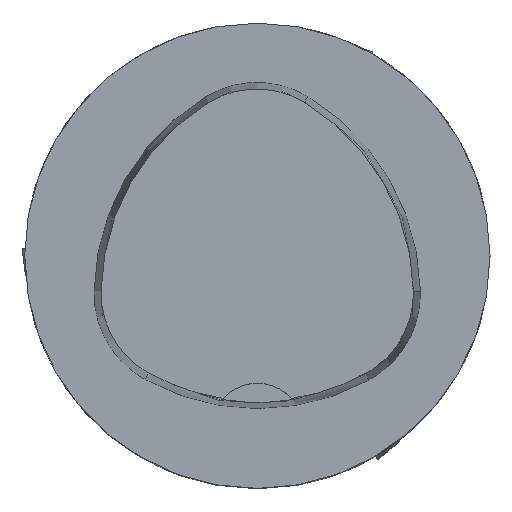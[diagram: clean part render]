
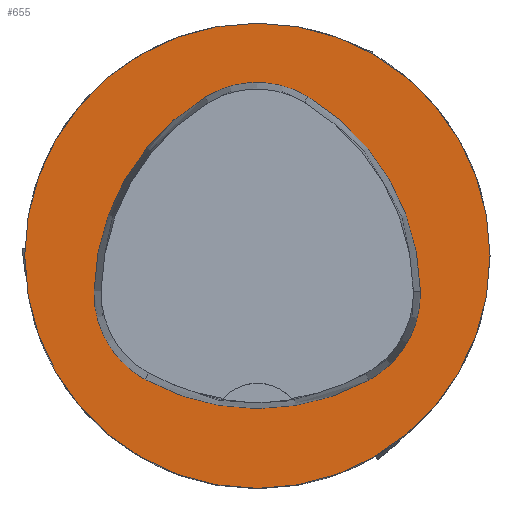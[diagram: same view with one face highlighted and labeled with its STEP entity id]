
A CAD part, top view. The second image highlights one B-rep face of the part: STEP entity #655.
In plain terms, the highlighted planar face has unit normal (0, 0, 1).
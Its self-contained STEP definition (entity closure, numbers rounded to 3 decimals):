
#584=FACE_BOUND('',#932,.T.);
#585=FACE_BOUND('',#933,.T.);
#655=ADVANCED_FACE('',(#584,#585),#745,.T.);
#745=PLANE('',#2255);
#932=EDGE_LOOP('',(#1227,#1228,#1229,#1230,#1231,#1232));
#933=EDGE_LOOP('',(#1233));
#1227=ORIENTED_EDGE('',*,*,#1834,.T.);
#1228=ORIENTED_EDGE('',*,*,#1814,.T.);
#1229=ORIENTED_EDGE('',*,*,#1818,.T.);
#1230=ORIENTED_EDGE('',*,*,#1821,.T.);
#1231=ORIENTED_EDGE('',*,*,#1824,.T.);
#1232=ORIENTED_EDGE('',*,*,#1832,.T.);
#1233=ORIENTED_EDGE('',*,*,#1837,.F.);
#1606=VERTEX_POINT('',#3210);
#1607=VERTEX_POINT('',#3211);
#1610=VERTEX_POINT('',#3219);
#1612=VERTEX_POINT('',#3225);
#1614=VERTEX_POINT('',#3231);
#1621=VERTEX_POINT('',#3252);
#1622=VERTEX_POINT('',#3262);
#1814=EDGE_CURVE('',#1606,#1607,#2006,.T.);
#1818=EDGE_CURVE('',#1607,#1610,#2008,.T.);
#1821=EDGE_CURVE('',#1610,#1612,#2010,.T.);
#1824=EDGE_CURVE('',#1612,#1614,#2012,.T.);
#1832=EDGE_CURVE('',#1614,#1621,#2016,.T.);
#1834=EDGE_CURVE('',#1621,#1606,#2018,.T.);
#1837=EDGE_CURVE('',#1622,#1622,#2021,.T.);
#2006=CIRCLE('',#2232,20.);
#2008=CIRCLE('',#2235,8.5);
#2010=CIRCLE('',#2238,20.);
#2012=CIRCLE('',#2241,8.5);
#2016=CIRCLE('',#2246,20.);
#2018=CIRCLE('',#2249,8.5);
#2021=CIRCLE('',#2254,20.);
#2232=AXIS2_PLACEMENT_3D('',#3209,#2560,#2561);
#2235=AXIS2_PLACEMENT_3D('',#3218,#2568,#2569);
#2238=AXIS2_PLACEMENT_3D('',#3224,#2575,#2576);
#2241=AXIS2_PLACEMENT_3D('',#3230,#2582,#2583);
#2246=AXIS2_PLACEMENT_3D('',#3253,#2594,#2595);
#2249=AXIS2_PLACEMENT_3D('',#3256,#2600,#2601);
#2254=AXIS2_PLACEMENT_3D('',#3261,#2610,#2611);
#2255=AXIS2_PLACEMENT_3D('',#3263,#2612,#2613);
#2560=DIRECTION('',(0.,0.,-1.));
#2561=DIRECTION('',(-1.,0.,0.));
#2568=DIRECTION('',(0.,0.,-1.));
#2569=DIRECTION('',(-1.,0.,0.));
#2575=DIRECTION('',(0.,0.,-1.));
#2576=DIRECTION('',(-1.,0.,0.));
#2582=DIRECTION('',(0.,0.,-1.));
#2583=DIRECTION('',(-1.,0.,0.));
#2594=DIRECTION('',(0.,0.,-1.));
#2595=DIRECTION('',(-1.,0.,0.));
#2600=DIRECTION('',(0.,0.,-1.));
#2601=DIRECTION('',(-1.,0.,0.));
#2610=DIRECTION('',(0.,0.,-1.));
#2611=DIRECTION('',(-1.,0.,0.));
#2612=DIRECTION('',(0.,0.,1.));
#2613=DIRECTION('',(1.,0.,0.));
#3209=CARTESIAN_POINT('',(5.955,-3.414,0.));
#3210=CARTESIAN_POINT('',(-14.041,-3.042,0.));
#3211=CARTESIAN_POINT('',(-4.472,13.653,0.));
#3218=CARTESIAN_POINT('',(-0.04,6.4,0.));
#3219=CARTESIAN_POINT('',(4.347,13.68,0.));
#3224=CARTESIAN_POINT('',(-5.976,-3.45,0.));
#3225=CARTESIAN_POINT('',(14.021,-3.075,0.));
#3230=CARTESIAN_POINT('',(5.522,-3.235,0.));
#3231=CARTESIAN_POINT('',(9.588,-10.699,0.));
#3252=CARTESIAN_POINT('',(-9.655,-10.639,0.));
#3253=CARTESIAN_POINT('',(0.022,6.864,0.));
#3256=CARTESIAN_POINT('',(-5.543,-3.2,0.));
#3261=CARTESIAN_POINT('',(0.,0.,0.));
#3262=CARTESIAN_POINT('',(-20.,0.,0.));
#3263=CARTESIAN_POINT('',(0.,0.,0.));
